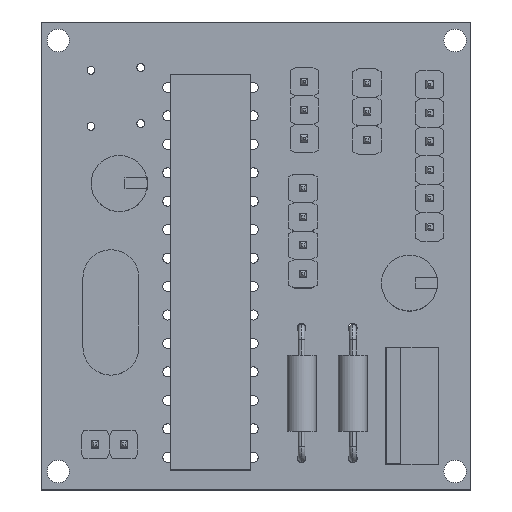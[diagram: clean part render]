
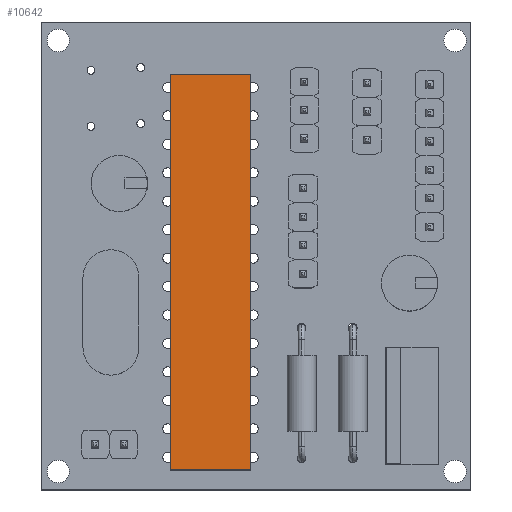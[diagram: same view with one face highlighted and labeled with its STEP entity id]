
A CAD part, top view. The second image highlights one B-rep face of the part: STEP entity #10642.
In plain terms, the highlighted planar face has unit normal (0, 0, 1).
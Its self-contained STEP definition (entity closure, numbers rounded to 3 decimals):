
#10513 = VERTEX_POINT('',#10514);
#10514 = CARTESIAN_POINT('',(-3.6,-17.65,4.58));
#10520 = EDGE_CURVE('',#10513,#10521,#10523,.T.);
#10521 = VERTEX_POINT('',#10522);
#10522 = CARTESIAN_POINT('',(3.6,-17.65,4.58));
#10523 = LINE('',#10524,#10525);
#10524 = CARTESIAN_POINT('',(-3.6,-17.65,4.58));
#10525 = VECTOR('',#10526,1.);
#10526 = DIRECTION('',(1.,0.,0.));
#10551 = EDGE_CURVE('',#10521,#10552,#10554,.T.);
#10552 = VERTEX_POINT('',#10553);
#10553 = CARTESIAN_POINT('',(3.6,17.65,4.58));
#10554 = LINE('',#10555,#10556);
#10555 = CARTESIAN_POINT('',(3.6,-17.65,4.58));
#10556 = VECTOR('',#10557,1.);
#10557 = DIRECTION('',(0.,1.,0.));
#10582 = EDGE_CURVE('',#10552,#10583,#10585,.T.);
#10583 = VERTEX_POINT('',#10584);
#10584 = CARTESIAN_POINT('',(-3.6,17.65,4.58));
#10585 = LINE('',#10586,#10587);
#10586 = CARTESIAN_POINT('',(3.6,17.65,4.58));
#10587 = VECTOR('',#10588,1.);
#10588 = DIRECTION('',(-1.,0.,0.));
#10613 = EDGE_CURVE('',#10583,#10513,#10614,.T.);
#10614 = LINE('',#10615,#10616);
#10615 = CARTESIAN_POINT('',(-3.6,17.65,4.58));
#10616 = VECTOR('',#10617,1.);
#10617 = DIRECTION('',(0.,-1.,0.));
#10642 = ADVANCED_FACE('',(#10643),#10649,.F.);
#10643 = FACE_BOUND('',#10644,.T.);
#10644 = EDGE_LOOP('',(#10645,#10646,#10647,#10648));
#10645 = ORIENTED_EDGE('',*,*,#10520,.T.);
#10646 = ORIENTED_EDGE('',*,*,#10551,.T.);
#10647 = ORIENTED_EDGE('',*,*,#10582,.T.);
#10648 = ORIENTED_EDGE('',*,*,#10613,.T.);
#10649 = PLANE('',#10650);
#10650 = AXIS2_PLACEMENT_3D('',#10651,#10652,#10653);
#10651 = CARTESIAN_POINT('',(-3.6,-17.65,4.58));
#10652 = DIRECTION('',(0.,0.,-1.));
#10653 = DIRECTION('',(-1.,0.,0.));
